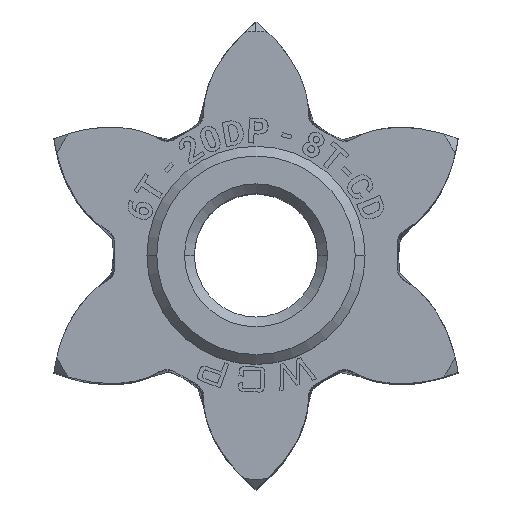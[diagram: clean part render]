
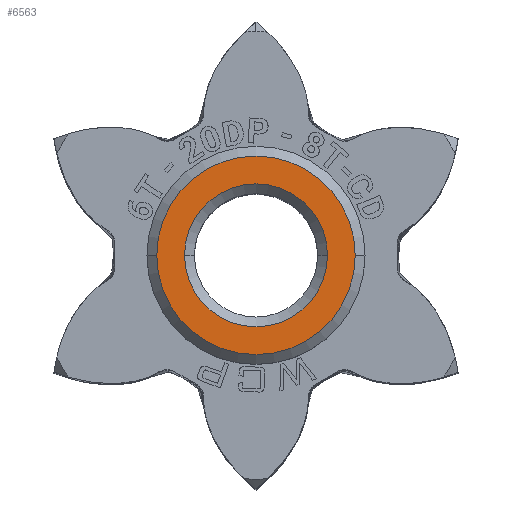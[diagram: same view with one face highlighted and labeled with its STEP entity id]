
A CAD part, top view. The second image highlights one B-rep face of the part: STEP entity #6563.
In plain terms, the highlighted planar face has unit normal (0, 0, 1).
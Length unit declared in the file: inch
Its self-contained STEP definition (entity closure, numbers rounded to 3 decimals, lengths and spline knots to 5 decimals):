
#655 = CARTESIAN_POINT ( 'NONE',  ( -0.07165, 0., 0.375 ) ) ;
#743 = CARTESIAN_POINT ( 'NONE',  ( 0., 0., 0.375 ) ) ;
#1306 = FACE_OUTER_BOUND ( 'NONE', #5636, .T. ) ;
#1475 = CARTESIAN_POINT ( 'NONE',  ( 0., 0., 0.375 ) ) ;
#1687 = VERTEX_POINT ( 'NONE', #6915 ) ;
#1783 = EDGE_CURVE ( 'NONE', #10541, #11103, #5000, .T. ) ;
#1788 = CIRCLE ( 'NONE', #6610, 0.07165 ) ;
#2223 = ORIENTED_EDGE ( 'NONE', *, *, #7937, .T. ) ;
#2552 = ORIENTED_EDGE ( 'NONE', *, *, #3075, .T. ) ;
#2615 = VERTEX_POINT ( 'NONE', #655 ) ;
#2823 = CARTESIAN_POINT ( 'NONE',  ( 0., 0., 0.375 ) ) ;
#2971 = ORIENTED_EDGE ( 'NONE', *, *, #1783, .T. ) ;
#3075 = EDGE_CURVE ( 'NONE', #1687, #2615, #1788, .T. ) ;
#3493 = DIRECTION ( 'NONE',  ( 0., 0., 1. ) ) ;
#3956 = DIRECTION ( 'NONE',  ( 0., 0., -1. ) ) ;
#5000 = CIRCLE ( 'NONE', #11102, 0.09953 ) ;
#5156 = PLANE ( 'NONE',  #7977 ) ;
#5636 = EDGE_LOOP ( 'NONE', ( #8436, #2971 ) ) ;
#5720 = DIRECTION ( 'NONE',  ( 0., 0., 1. ) ) ;
#5799 = DIRECTION ( 'NONE',  ( -1., 0., 0. ) ) ;
#5832 = EDGE_CURVE ( 'NONE', #11103, #10541, #12146, .T. ) ;
#6223 = DIRECTION ( 'NONE',  ( -1., 0., 0. ) ) ;
#6563 = ADVANCED_FACE ( 'NONE', ( #9994, #1306 ), #5156, .F. ) ;
#6610 = AXIS2_PLACEMENT_3D ( 'NONE', #6685, #3956, #5799 ) ;
#6685 = CARTESIAN_POINT ( 'NONE',  ( 0., 0., 0.375 ) ) ;
#6768 = CIRCLE ( 'NONE', #11439, 0.07165 ) ;
#6915 = CARTESIAN_POINT ( 'NONE',  ( 0.07165, 0., 0.375 ) ) ;
#7468 = DIRECTION ( 'NONE',  ( -1., 0., 0. ) ) ;
#7937 = EDGE_CURVE ( 'NONE', #2615, #1687, #6768, .T. ) ;
#7977 = AXIS2_PLACEMENT_3D ( 'NONE', #9034, #11329, #8334 ) ;
#8334 = DIRECTION ( 'NONE',  ( -1., 0., 0. ) ) ;
#8436 = ORIENTED_EDGE ( 'NONE', *, *, #5832, .T. ) ;
#9034 = CARTESIAN_POINT ( 'NONE',  ( -0.07109, 0.12314, 0.375 ) ) ;
#9994 = FACE_BOUND ( 'NONE', #10286, .T. ) ;
#10278 = CARTESIAN_POINT ( 'NONE',  ( 0.09953, 0., 0.375 ) ) ;
#10286 = EDGE_LOOP ( 'NONE', ( #2552, #2223 ) ) ;
#10386 = DIRECTION ( 'NONE',  ( 0., 0., -1. ) ) ;
#10541 = VERTEX_POINT ( 'NONE', #10278 ) ;
#10628 = CARTESIAN_POINT ( 'NONE',  ( -0.09953, 0., 0.375 ) ) ;
#11102 = AXIS2_PLACEMENT_3D ( 'NONE', #1475, #3493, #6223 ) ;
#11103 = VERTEX_POINT ( 'NONE', #10628 ) ;
#11329 = DIRECTION ( 'NONE',  ( 0., 0., -1. ) ) ;
#11439 = AXIS2_PLACEMENT_3D ( 'NONE', #743, #10386, #7468 ) ;
#11508 = DIRECTION ( 'NONE',  ( -1., 0., 0. ) ) ;
#12146 = CIRCLE ( 'NONE', #12348, 0.09953 ) ;
#12348 = AXIS2_PLACEMENT_3D ( 'NONE', #2823, #5720, #11508 ) ;
